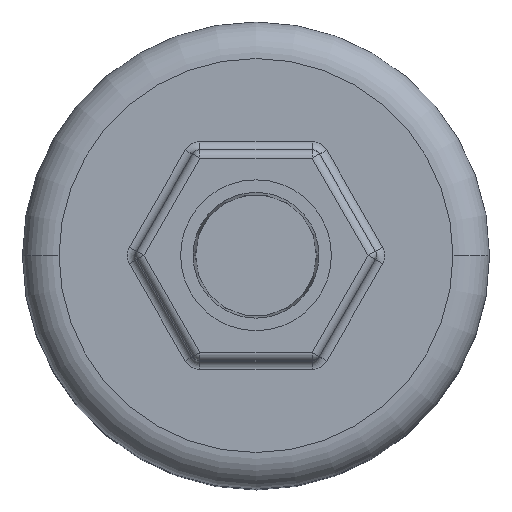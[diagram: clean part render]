
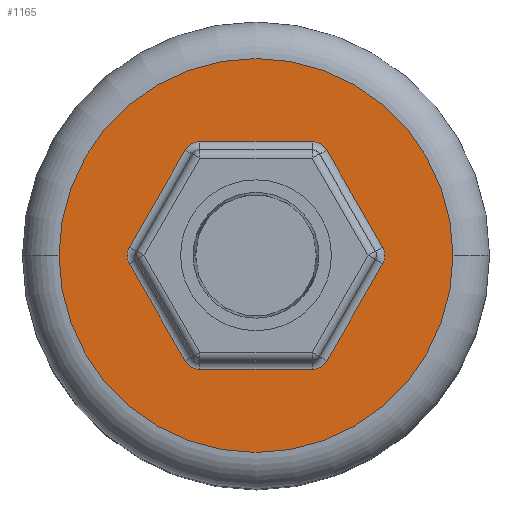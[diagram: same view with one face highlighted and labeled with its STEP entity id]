
A CAD part, top view. The second image highlights one B-rep face of the part: STEP entity #1165.
In plain terms, the highlighted planar face has unit normal (0, 0, 1).
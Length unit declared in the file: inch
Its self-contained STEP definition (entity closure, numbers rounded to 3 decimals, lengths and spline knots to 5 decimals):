
#94=CARTESIAN_POINT('',(0.,0.,1.));
#95=DIRECTION('',(0.,0.,1.));
#96=DIRECTION('',(-1.,0.,0.));
#97=AXIS2_PLACEMENT_3D('',#94,#95,#96);
#99=CARTESIAN_POINT('',(0.,0.,1.));
#100=DIRECTION('',(0.,0.,1.));
#101=DIRECTION('',(1.,0.,0.));
#102=AXIS2_PLACEMENT_3D('',#99,#100,#101);
#104=DIRECTION('',(-0.5,-0.866,0.));
#105=VECTOR('',#104,0.39837);
#106=CARTESIAN_POINT('',(-0.25115,0.375,1.));
#107=LINE('',#106,#105);
#108=CARTESIAN_POINT('',(-0.39837,0.,1.));
#109=DIRECTION('',(0.,0.,-1.));
#110=DIRECTION('',(-0.866,-0.5,0.));
#111=AXIS2_PLACEMENT_3D('',#108,#109,#110);
#113=DIRECTION('',(0.5,-0.866,0.));
#114=VECTOR('',#113,0.39837);
#115=CARTESIAN_POINT('',(-0.45033,-0.03,1.));
#116=LINE('',#115,#114);
#117=CARTESIAN_POINT('',(-0.19919,-0.345,1.));
#118=DIRECTION('',(0.,0.,-1.));
#119=DIRECTION('',(0.,-1.,0.));
#120=AXIS2_PLACEMENT_3D('',#117,#118,#119);
#122=DIRECTION('',(1.,0.,0.));
#123=VECTOR('',#122,0.39837);
#124=CARTESIAN_POINT('',(-0.19919,-0.405,1.));
#125=LINE('',#124,#123);
#126=CARTESIAN_POINT('',(0.19919,-0.345,1.));
#127=DIRECTION('',(0.,0.,-1.));
#128=DIRECTION('',(0.866,-0.5,0.));
#129=AXIS2_PLACEMENT_3D('',#126,#127,#128);
#131=DIRECTION('',(0.5,0.866,0.));
#132=VECTOR('',#131,0.39837);
#133=CARTESIAN_POINT('',(0.25115,-0.375,1.));
#134=LINE('',#133,#132);
#135=CARTESIAN_POINT('',(0.39837,0.,1.));
#136=DIRECTION('',(0.,0.,-1.));
#137=DIRECTION('',(0.866,0.5,0.));
#138=AXIS2_PLACEMENT_3D('',#135,#136,#137);
#140=DIRECTION('',(-0.5,0.866,0.));
#141=VECTOR('',#140,0.39837);
#142=CARTESIAN_POINT('',(0.45033,0.03,1.));
#143=LINE('',#142,#141);
#144=CARTESIAN_POINT('',(0.19919,0.345,1.));
#145=DIRECTION('',(0.,0.,-1.));
#146=DIRECTION('',(0.,1.,0.));
#147=AXIS2_PLACEMENT_3D('',#144,#145,#146);
#149=DIRECTION('',(-1.,0.,0.));
#150=VECTOR('',#149,0.39837);
#151=CARTESIAN_POINT('',(0.19919,0.405,1.));
#152=LINE('',#151,#150);
#153=CARTESIAN_POINT('',(-0.19919,0.345,1.));
#154=DIRECTION('',(0.,0.,-1.));
#155=DIRECTION('',(-0.866,0.5,0.));
#156=AXIS2_PLACEMENT_3D('',#153,#154,#155);
#833=CARTESIAN_POINT('',(-0.7,0.,1.));
#834=CARTESIAN_POINT('',(0.7,0.,1.));
#835=VERTEX_POINT('',#833);
#836=VERTEX_POINT('',#834);
#901=CARTESIAN_POINT('',(-0.25115,0.375,1.));
#902=CARTESIAN_POINT('',(-0.45033,0.03,1.));
#903=VERTEX_POINT('',#901);
#904=VERTEX_POINT('',#902);
#937=CARTESIAN_POINT('',(0.25115,-0.375,1.));
#938=CARTESIAN_POINT('',(0.45033,-0.03,1.));
#939=VERTEX_POINT('',#937);
#940=VERTEX_POINT('',#938);
#943=CARTESIAN_POINT('',(-0.19919,-0.405,1.));
#944=CARTESIAN_POINT('',(0.19919,-0.405,1.));
#945=VERTEX_POINT('',#943);
#946=VERTEX_POINT('',#944);
#947=CARTESIAN_POINT('',(-0.45033,-0.03,1.));
#948=CARTESIAN_POINT('',(-0.25115,-0.375,1.));
#949=VERTEX_POINT('',#947);
#950=VERTEX_POINT('',#948);
#973=CARTESIAN_POINT('',(0.19919,0.405,1.));
#974=CARTESIAN_POINT('',(-0.19919,0.405,1.));
#975=VERTEX_POINT('',#973);
#976=VERTEX_POINT('',#974);
#977=CARTESIAN_POINT('',(0.45033,0.03,1.));
#978=CARTESIAN_POINT('',(0.25115,0.375,1.));
#979=VERTEX_POINT('',#977);
#980=VERTEX_POINT('',#978);
#1129=CARTESIAN_POINT('',(0.,0.,1.));
#1130=DIRECTION('',(0.,0.,1.));
#1131=DIRECTION('',(1.,0.,0.));
#1132=AXIS2_PLACEMENT_3D('',#1129,#1130,#1131);
#1133=PLANE('',#1132);
#1135=ORIENTED_EDGE('',*,*,#1134,.F.);
#1136=ORIENTED_EDGE('',*,*,#1119,.F.);
#1137=EDGE_LOOP('',(#1135,#1136));
#1138=FACE_OUTER_BOUND('',#1137,.F.);
#1140=ORIENTED_EDGE('',*,*,#1139,.T.);
#1142=ORIENTED_EDGE('',*,*,#1141,.F.);
#1144=ORIENTED_EDGE('',*,*,#1143,.T.);
#1146=ORIENTED_EDGE('',*,*,#1145,.F.);
#1148=ORIENTED_EDGE('',*,*,#1147,.T.);
#1150=ORIENTED_EDGE('',*,*,#1149,.F.);
#1152=ORIENTED_EDGE('',*,*,#1151,.T.);
#1154=ORIENTED_EDGE('',*,*,#1153,.F.);
#1156=ORIENTED_EDGE('',*,*,#1155,.T.);
#1158=ORIENTED_EDGE('',*,*,#1157,.F.);
#1160=ORIENTED_EDGE('',*,*,#1159,.T.);
#1162=ORIENTED_EDGE('',*,*,#1161,.F.);
#1163=EDGE_LOOP('',(#1140,#1142,#1144,#1146,#1148,#1150,#1152,#1154,#1156,#1158,
#1160,#1162));
#1164=FACE_BOUND('',#1163,.F.);
#1165=ADVANCED_FACE('',(#1138,#1164),#1133,.T.);
#98=CIRCLE('',#97,0.7);
#103=CIRCLE('',#102,0.7);
#112=CIRCLE('',#111,0.06);
#121=CIRCLE('',#120,0.06);
#130=CIRCLE('',#129,0.06);
#139=CIRCLE('',#138,0.06);
#148=CIRCLE('',#147,0.06);
#157=CIRCLE('',#156,0.06);
#1119=EDGE_CURVE('',#836,#835,#103,.T.);
#1134=EDGE_CURVE('',#835,#836,#98,.T.);
#1139=EDGE_CURVE('',#903,#904,#107,.T.);
#1141=EDGE_CURVE('',#949,#904,#112,.T.);
#1143=EDGE_CURVE('',#949,#950,#116,.T.);
#1145=EDGE_CURVE('',#945,#950,#121,.T.);
#1147=EDGE_CURVE('',#945,#946,#125,.T.);
#1149=EDGE_CURVE('',#939,#946,#130,.T.);
#1151=EDGE_CURVE('',#939,#940,#134,.T.);
#1153=EDGE_CURVE('',#979,#940,#139,.T.);
#1155=EDGE_CURVE('',#979,#980,#143,.T.);
#1157=EDGE_CURVE('',#975,#980,#148,.T.);
#1159=EDGE_CURVE('',#975,#976,#152,.T.);
#1161=EDGE_CURVE('',#903,#976,#157,.T.);
